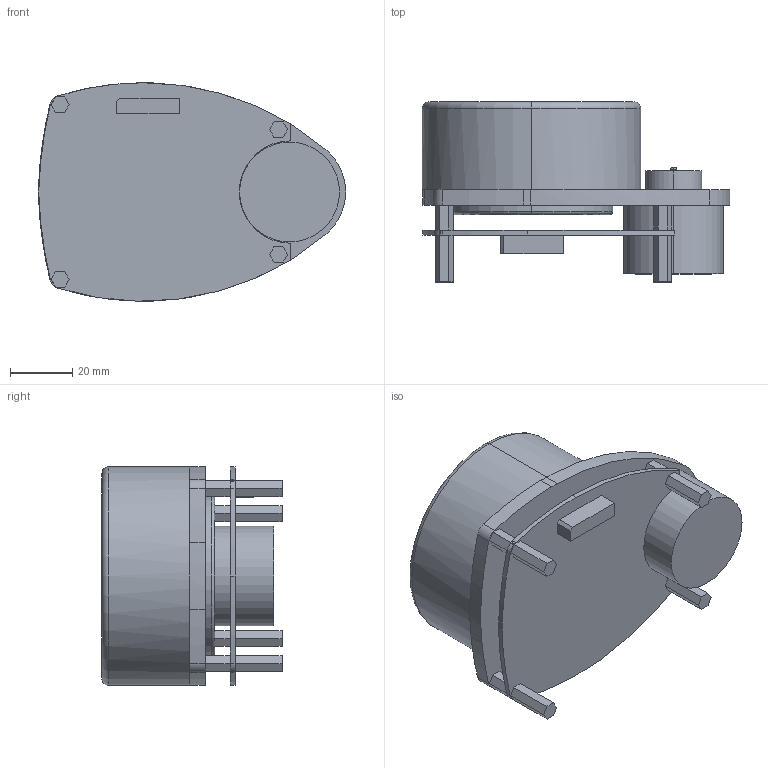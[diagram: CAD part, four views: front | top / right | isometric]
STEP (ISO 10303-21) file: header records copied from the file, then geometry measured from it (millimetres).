
FILE_DESCRIPTION (( 'STEP AP214' ), '1' );
FILE_NAME ('lidar.STEP', '2022-04-09T09:24:52', ( '' ), ( '' ), 'SwSTEP 2.0', 'SolidWorks 2020', '' );
FILE_SCHEMA (( 'AUTOMOTIVE_DESIGN' ));
Length unit declared in the file: millimetre
Products named in the file (1): lidar
Bounding box: 98.5 x 57.7 x 70.01 mm (x, y, z)
Volume: 170565.4 mm3; surface area: 33233.5 mm2
Topology: 1 solids, 1 shells, 147 faces, 372 edges, 242 vertices
Faces by surface type: plane 84, cylinder 51, torus 12
Entity records: 4611 total; most frequent: DIRECTION 810, CARTESIAN_POINT 762, ORIENTED_EDGE 744, EDGE_CURVE 372, AXIS2_PLACEMENT_3D 290, VERTEX_POINT 242, LINE 230, VECTOR 230
